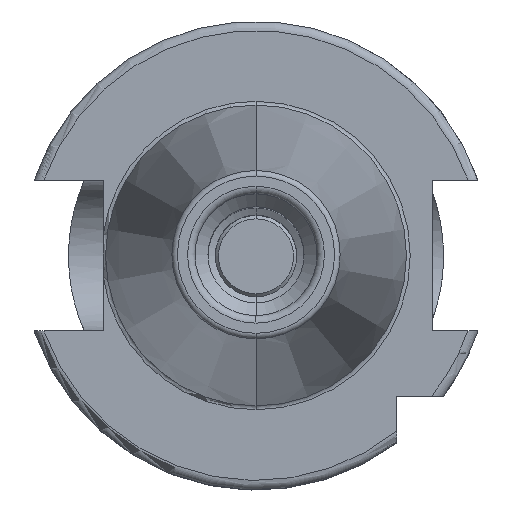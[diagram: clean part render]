
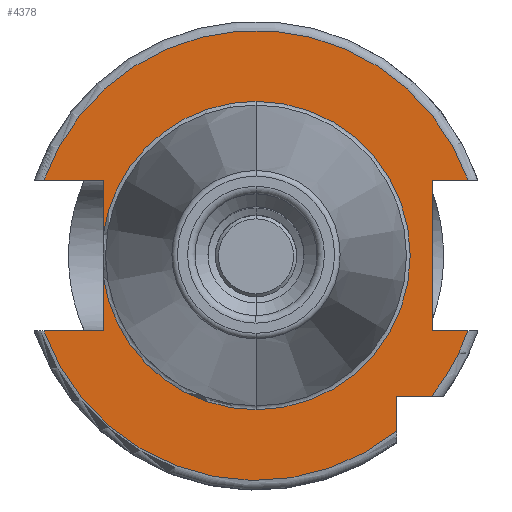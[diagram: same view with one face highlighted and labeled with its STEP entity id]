
A CAD part, top view. The second image highlights one B-rep face of the part: STEP entity #4378.
In plain terms, the highlighted planar face has unit normal (0, 0, 1).
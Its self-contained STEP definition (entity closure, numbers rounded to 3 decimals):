
#1402=DIRECTION('',(1,0,0));
#1403=VECTOR('',#1402,6.31);
#1404=CARTESIAN_POINT('',(-22.61,-8.05,15.9));
#1405=LINE('',#1404,#1403);
#1406=DIRECTION('',(0,1,0));
#1407=VECTOR('',#1406,5.834);
#1408=CARTESIAN_POINT('',(-16.3,-8.05,15.9));
#1409=LINE('',#1408,#1407);
#1410=DIRECTION('',(0,1,0));
#1411=VECTOR('',#1410,5.834);
#1412=CARTESIAN_POINT('',(-16.3,2.216,15.9));
#1413=LINE('',#1412,#1411);
#1414=DIRECTION('',(1,0,0));
#1415=VECTOR('',#1414,6.31);
#1416=CARTESIAN_POINT('',(-22.61,8.05,15.9));
#1417=LINE('',#1416,#1415);
#1418=DIRECTION('',(-1,0,0));
#1419=VECTOR('',#1418,3.81);
#1420=CARTESIAN_POINT('',(22.61,8.05,15.9));
#1421=LINE('',#1420,#1419);
#1422=DIRECTION('',(0,-1,0));
#1423=VECTOR('',#1422,16.1);
#1424=CARTESIAN_POINT('',(18.8,8.05,15.9));
#1425=LINE('',#1424,#1423);
#1426=DIRECTION('',(-1,0,0));
#1427=VECTOR('',#1426,3.81);
#1428=CARTESIAN_POINT('',(22.61,-8.05,15.9));
#1429=LINE('',#1428,#1427);
#1430=CARTESIAN_POINT('',(0,0,15.9));
#1431=DIRECTION('',(0,0,1));
#1432=DIRECTION('',(0.781,-0.625,0));
#1433=AXIS2_PLACEMENT_3D('',#1430,#1431,#1432);
#1435=DIRECTION('',(-1,0,0));
#1436=VECTOR('',#1435,3.735);
#1437=CARTESIAN_POINT('',(18.735,-15,15.9));
#1438=LINE('',#1437,#1436);
#1439=DIRECTION('',(0,1,0));
#1440=VECTOR('',#1439,3.735);
#1441=CARTESIAN_POINT('',(15,-18.735,15.9));
#1442=LINE('',#1441,#1440);
#1459=CARTESIAN_POINT('',(0,0,15.9));
#1460=DIRECTION('',(0,0,1));
#1461=DIRECTION('',(0,1,0));
#1462=AXIS2_PLACEMENT_3D('',#1459,#1460,#1461);
#1474=CARTESIAN_POINT('',(0,0,15.9));
#1475=DIRECTION('',(0,0,1));
#1476=DIRECTION('',(-0.991,-0.135,0));
#1477=AXIS2_PLACEMENT_3D('',#1474,#1475,#1476);
#1479=CARTESIAN_POINT('',(0,0,15.9));
#1480=DIRECTION('',(0,0,-1));
#1481=DIRECTION('',(0,1,0));
#1482=AXIS2_PLACEMENT_3D('',#1479,#1480,#1481);
#1825=CARTESIAN_POINT('',(0,0,15.9));
#1826=DIRECTION('',(0,0,1));
#1827=DIRECTION('',(0.942,0.335,0));
#1828=AXIS2_PLACEMENT_3D('',#1825,#1826,#1827);
#1876=CARTESIAN_POINT('',(0,0,15.9));
#1877=DIRECTION('',(0,0,1));
#1878=DIRECTION('',(-0.942,-0.335,0));
#1879=AXIS2_PLACEMENT_3D('',#1876,#1877,#1878);
#2284=CARTESIAN_POINT('',(0,16.45,15.9));
#2286=VERTEX_POINT('',#2284);
#2306=CARTESIAN_POINT('',(0,-16.45,15.9));
#2308=VERTEX_POINT('',#2306);
#2402=CARTESIAN_POINT('',(-22.61,-8.05,15.9));
#2403=CARTESIAN_POINT('',(-16.3,-8.05,15.9));
#2404=VERTEX_POINT('',#2402);
#2405=VERTEX_POINT('',#2403);
#2406=CARTESIAN_POINT('',(-16.3,-2.216,15.9));
#2407=VERTEX_POINT('',#2406);
#2408=CARTESIAN_POINT('',(-16.3,2.216,15.9));
#2409=CARTESIAN_POINT('',(-16.3,8.05,15.9));
#2410=VERTEX_POINT('',#2408);
#2411=VERTEX_POINT('',#2409);
#2412=CARTESIAN_POINT('',(-22.61,8.05,15.9));
#2413=VERTEX_POINT('',#2412);
#2414=CARTESIAN_POINT('',(18.8,8.05,15.9));
#2415=CARTESIAN_POINT('',(18.8,-8.05,15.9));
#2416=VERTEX_POINT('',#2414);
#2417=VERTEX_POINT('',#2415);
#2418=CARTESIAN_POINT('',(22.61,-8.05,15.9));
#2419=VERTEX_POINT('',#2418);
#2420=CARTESIAN_POINT('',(22.61,8.05,15.9));
#2421=VERTEX_POINT('',#2420);
#2422=CARTESIAN_POINT('',(15,-18.735,15.9));
#2423=CARTESIAN_POINT('',(15,-15,15.9));
#2424=VERTEX_POINT('',#2422);
#2425=VERTEX_POINT('',#2423);
#2426=CARTESIAN_POINT('',(18.735,-15,15.9));
#2427=VERTEX_POINT('',#2426);
#4346=CARTESIAN_POINT('',(0,0,15.9));
#4347=DIRECTION('',(0,0,-1));
#4348=DIRECTION('',(0,-1,0));
#4349=AXIS2_PLACEMENT_3D('',#4346,#4347,#4348);
#4350=PLANE('',#4349);
#4351=ORIENTED_EDGE('',*,*,#2898,.T.);
#4353=ORIENTED_EDGE('',*,*,#4352,.T.);
#4355=ORIENTED_EDGE('',*,*,#4354,.T.);
#4357=ORIENTED_EDGE('',*,*,#4356,.F.);
#4359=ORIENTED_EDGE('',*,*,#4358,.T.);
#4361=ORIENTED_EDGE('',*,*,#4360,.T.);
#4362=ORIENTED_EDGE('',*,*,#4086,.F.);
#4364=ORIENTED_EDGE('',*,*,#4363,.F.);
#4365=ORIENTED_EDGE('',*,*,#4324,.T.);
#4366=ORIENTED_EDGE('',*,*,#4181,.T.);
#4367=ORIENTED_EDGE('',*,*,#4162,.F.);
#4369=ORIENTED_EDGE('',*,*,#4368,.F.);
#4371=ORIENTED_EDGE('',*,*,#4370,.T.);
#4373=ORIENTED_EDGE('',*,*,#4372,.F.);
#4375=ORIENTED_EDGE('',*,*,#4374,.F.);
#4376=EDGE_LOOP('',(#4351,#4353,#4355,#4357,#4359,#4361,#4362,#4364,#4365,#4366,
#4367,#4369,#4371,#4373,#4375));
#4377=FACE_OUTER_BOUND('',#4376,.F.);
#4378=ADVANCED_FACE('',(#4377),#4350,.F.);
#1434=CIRCLE('',#1433,24);
#1463=CIRCLE('',#1462,16.45);
#1478=CIRCLE('',#1477,16.45);
#1483=CIRCLE('',#1482,16.45);
#1829=CIRCLE('',#1828,24);
#1880=CIRCLE('',#1879,24);
#2898=EDGE_CURVE('',#2404,#2405,#1405,.T.);
#4086=EDGE_CURVE('',#2413,#2411,#1417,.T.);
#4162=EDGE_CURVE('',#2419,#2417,#1429,.T.);
#4181=EDGE_CURVE('',#2416,#2417,#1425,.T.);
#4324=EDGE_CURVE('',#2421,#2416,#1421,.T.);
#4352=EDGE_CURVE('',#2405,#2407,#1409,.T.);
#4354=EDGE_CURVE('',#2407,#2308,#1478,.T.);
#4356=EDGE_CURVE('',#2286,#2308,#1483,.T.);
#4358=EDGE_CURVE('',#2286,#2410,#1463,.T.);
#4360=EDGE_CURVE('',#2410,#2411,#1413,.T.);
#4363=EDGE_CURVE('',#2421,#2413,#1829,.T.);
#4368=EDGE_CURVE('',#2427,#2419,#1434,.T.);
#4370=EDGE_CURVE('',#2427,#2425,#1438,.T.);
#4372=EDGE_CURVE('',#2424,#2425,#1442,.T.);
#4374=EDGE_CURVE('',#2404,#2424,#1880,.T.);
